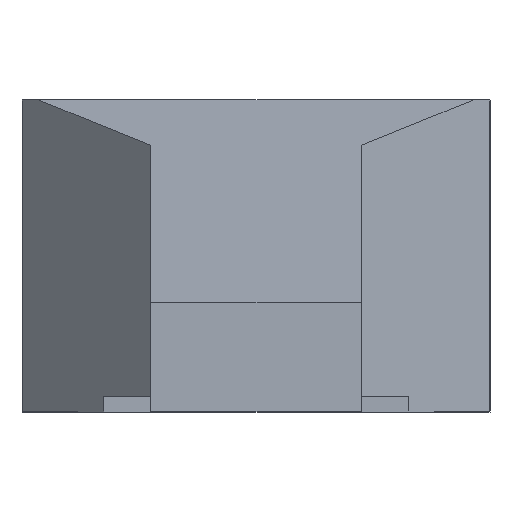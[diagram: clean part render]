
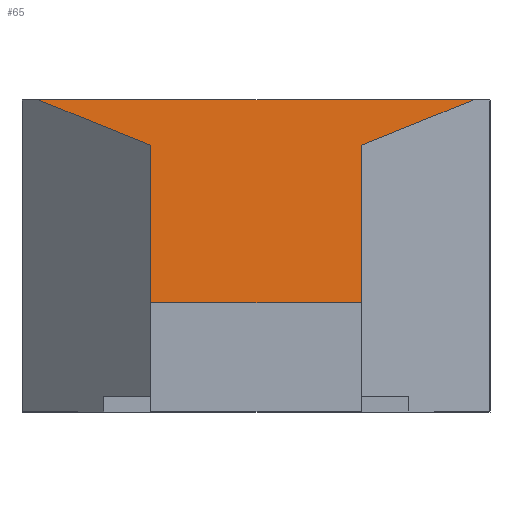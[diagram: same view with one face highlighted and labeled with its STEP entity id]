
A CAD part, left-side view. The second image highlights one B-rep face of the part: STEP entity #65.
In plain terms, the highlighted planar face has unit normal (-0.375, 0, 0.927).
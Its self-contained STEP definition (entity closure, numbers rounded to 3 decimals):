
#65=ADVANCED_FACE('',(#133),#134,.T.);
#133=FACE_OUTER_BOUND('',#202,.T.);
#134=PLANE('',#203);
#202=EDGE_LOOP('',(#335,#336,#337,#338,#339,#340));
#203=AXIS2_PLACEMENT_3D('',#341,#342,#343);
#335=ORIENTED_EDGE('',*,*,#453,.T.);
#336=ORIENTED_EDGE('',*,*,#446,.T.);
#337=ORIENTED_EDGE('',*,*,#487,.T.);
#338=ORIENTED_EDGE('',*,*,#478,.T.);
#339=ORIENTED_EDGE('',*,*,#471,.T.);
#340=ORIENTED_EDGE('',*,*,#488,.F.);
#341=CARTESIAN_POINT('',(0.0,0.,7.));
#342=DIRECTION('',(-0.375,0.,0.927));
#343=DIRECTION('',(0.0,-1.0,0.));
#446=EDGE_CURVE('',#538,#539,#540,.T.);
#453=EDGE_CURVE('',#551,#538,#552,.T.);
#471=EDGE_CURVE('',#576,#577,#578,.T.);
#478=EDGE_CURVE('',#588,#576,#589,.T.);
#487=EDGE_CURVE('',#539,#588,#602,.T.);
#488=EDGE_CURVE('',#551,#577,#603,.T.);
#538=VERTEX_POINT('',#665);
#539=VERTEX_POINT('',#666);
#540=LINE('',#667,#668);
#551=VERTEX_POINT('',#684);
#552=LINE('',#685,#686);
#576=VERTEX_POINT('',#722);
#577=VERTEX_POINT('',#723);
#578=LINE('',#724,#725);
#588=VERTEX_POINT('',#740);
#589=LINE('',#741,#742);
#602=LINE('',#761,#762);
#603=LINE('',#763,#764);
#665=CARTESIAN_POINT('',(25.0,6.75,17.101));
#666=CARTESIAN_POINT('',(0.0,6.75,7.));
#667=CARTESIAN_POINT('',(13.004,6.75,12.254));
#668=VECTOR('',#812,1.0);
#684=CARTESIAN_POINT('',(32.176,13.926,20.0));
#685=CARTESIAN_POINT('',(20.803,2.553,15.405));
#686=VECTOR('',#818,1.0);
#722=CARTESIAN_POINT('',(25.0,-6.75,17.101));
#723=CARTESIAN_POINT('',(32.176,-13.926,20.0));
#724=CARTESIAN_POINT('',(16.989,1.261,13.864));
#725=VECTOR('',#834,1.0);
#740=CARTESIAN_POINT('',(0.0,-6.75,7.));
#741=CARTESIAN_POINT('',(2.258,-6.75,7.912));
#742=VECTOR('',#840,1.0);
#761=CARTESIAN_POINT('',(0.0,0.,7.));
#762=VECTOR('',#847,1.0);
#763=CARTESIAN_POINT('',(32.176,0.,20.));
#764=VECTOR('',#848,1.0);
#812=DIRECTION('',(-0.927,0.0,-0.375));
#818=DIRECTION('',(-0.68,-0.68,-0.275));
#834=DIRECTION('',(0.68,-0.68,0.275));
#840=DIRECTION('',(0.927,0.0,0.375));
#847=DIRECTION('',(0.0,-1.0,0.));
#848=DIRECTION('',(0.0,-1.0,0.));
